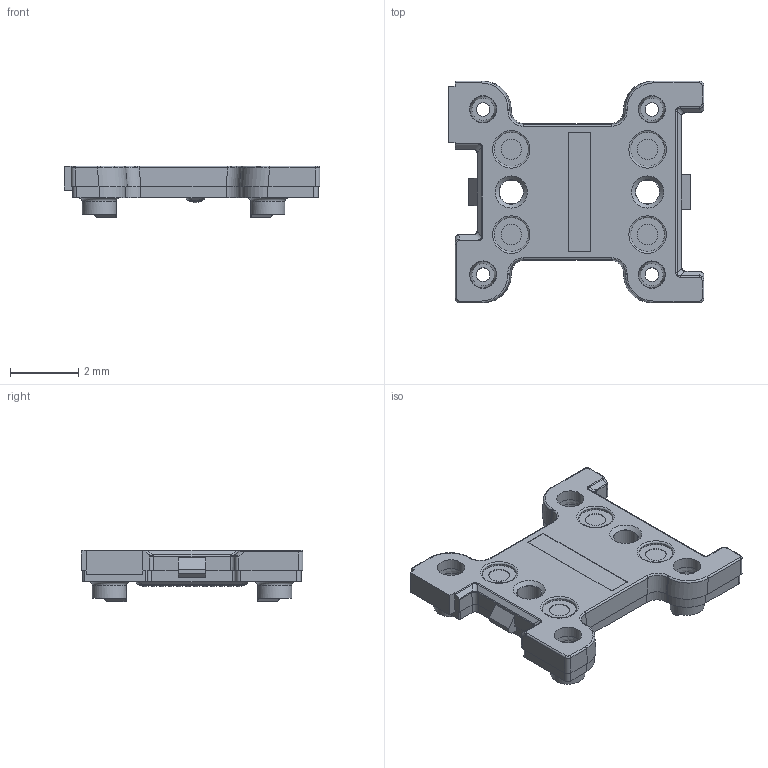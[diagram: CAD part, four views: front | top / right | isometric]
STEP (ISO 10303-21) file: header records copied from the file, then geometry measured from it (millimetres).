
FILE_DESCRIPTION(/* description */ (''),/* implementation_level */ '2;1');
FILE_NAME(/* name */ 'LEDLP_CERN_MOI.stp',/* time_stamp */ '2016-04-01T16:07:38+02:00',/* author */ ('bcivel'),/* organization */ (''),/* preprocessor_version */ 'ST-DEVELOPER v15.5',/* originating_system */ 'AutoCAD Mechanical',/* authorisation */ '');
FILE_SCHEMA (('AUTOMOTIVE_DESIGN { 1 0 10303 214 3 1 1 }'));
Length unit declared in the file: millimetre
Products named in the file (1): Product
Bounding box: 7.5 x 6.5 x 1.51 mm (x, y, z)
Volume: 29.6 mm3; surface area: 119.4 mm2
Topology: 1 solids, 1 shells, 283 faces, 732 edges, 467 vertices
Faces by surface type: cylinder 108, plane 104, bspline 38, torus 15, sphere 12, cone 6
Full cylindrical faces by diameter (mm): 0.4 x4, 0.6 x4, 0.702 x2, 0.8 x4, 1 x8
Entity records: 9094 total; most frequent: CARTESIAN_POINT 2501, DIRECTION 1412, ORIENTED_EDGE 1284, EDGE_CURVE 642, AXIS2_PLACEMENT_3D 548, VERTEX_POINT 429, EDGE_LOOP 363, LINE 316
